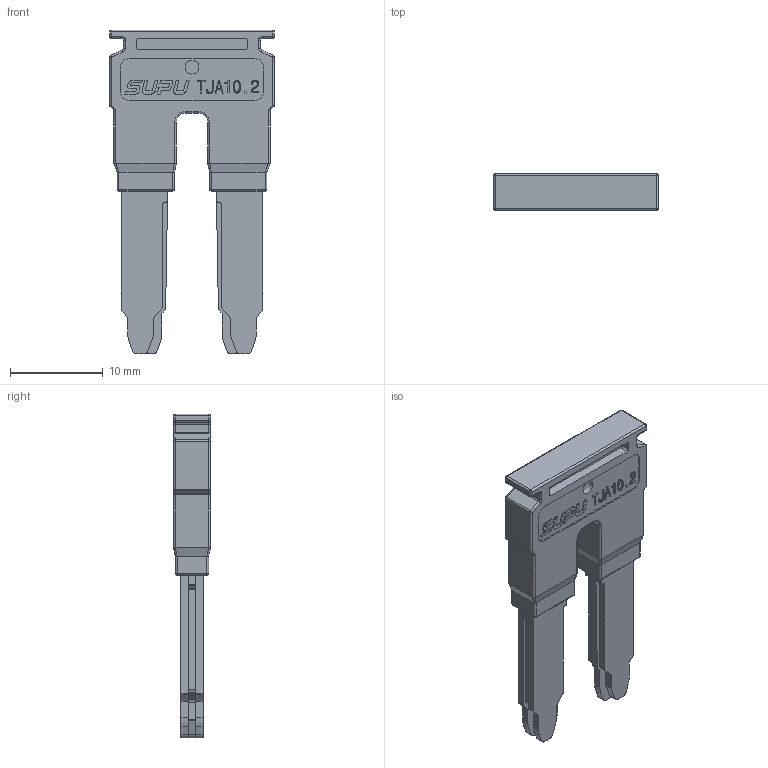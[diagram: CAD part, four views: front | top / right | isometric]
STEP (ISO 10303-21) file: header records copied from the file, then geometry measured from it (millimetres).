
FILE_DESCRIPTION(/* description */ (''),/* implementation_level */ '2;1');
FILE_NAME(/* name */ 'TJA10.2-2.stp',/* time_stamp */ '2021-08-12T10:47:36+08:00',/* author */ (''),/* organization */ (''),/* preprocessor_version */ 'ST-DEVELOPER v16.7',/* originating_system */ 'SIEMENS PLM Software NX 12.0',/* authorisation */ '');
FILE_SCHEMA (('AP203_CONFIGURATION_CONTROLLED_3D_DESIGN_OF_MECHANICAL_PARTS_AND_ASSEMBLIES_MIM_LF { 1 0 10303 403 2 1 2}'));
Length unit declared in the file: millimetre
Products named in the file (1): TJA10.2
Bounding box: 17.8 x 4 x 35 mm (x, y, z)
Volume: 1733.8 mm3; surface area: 3182.9 mm2
Topology: 4 solids, 4 shells, 928 faces, 2601 edges, 1690 vertices
Faces by surface type: plane 693, cylinder 169, extrusion 27, sphere 23, torus 16
Full cylindrical faces by diameter (mm): 1.24 x4, 1.4 x4, 1.42 x4, 1.5 x1
Entity records: 31295 total; most frequent: CARTESIAN_POINT 9226, ORIENTED_EDGE 5144, DIRECTION 3693, EDGE_CURVE 2572, VERTEX_POINT 1689, AXIS2_PLACEMENT_3D 1262, VECTOR 1169, LINE 1142
